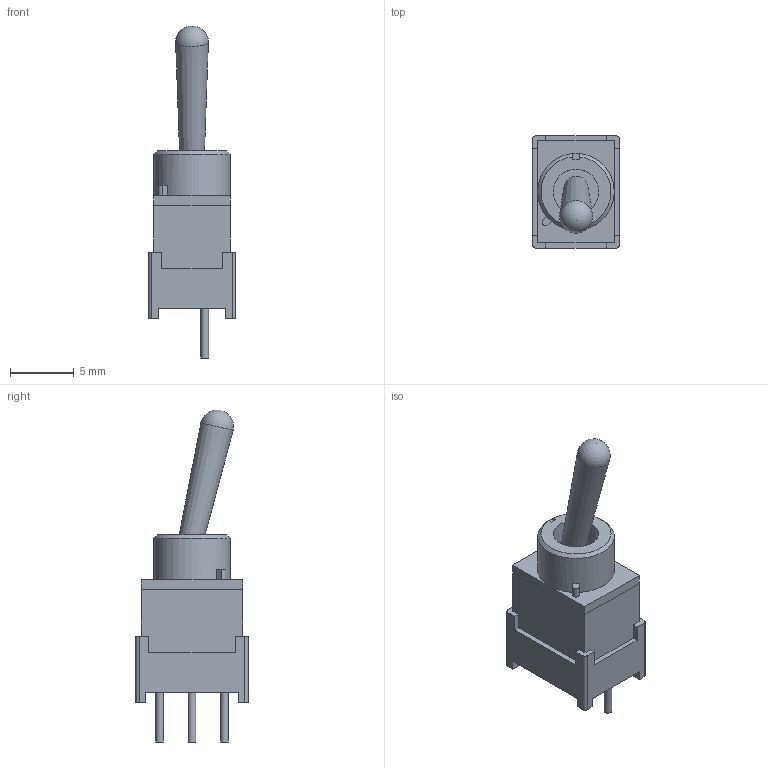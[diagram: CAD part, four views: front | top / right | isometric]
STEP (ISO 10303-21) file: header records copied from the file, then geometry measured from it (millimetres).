
FILE_DESCRIPTION(('FreeCAD Model'),'2;1');
FILE_NAME('_B12APbody_sp.step','2020-08-11T10:55:14', ('kicad StepUp'),('ksu MCAD'),'Open CASCADE STEP processor 7.3', 'FreeCAD','Unknown');
FILE_SCHEMA(('AUTOMOTIVE_DESIGN { 1 0 10303 214 1 1 1 1 }'));
Length unit declared in the file: millimetre
Products named in the file (1): _B12APbody_sp
Bounding box: 6.81 x 8.79 x 25.99 mm (x, y, z)
Volume: 574.2 mm3; surface area: 602.1 mm2
Topology: 2 solids, 2 shells, 77 faces, 195 edges, 124 vertices
Faces by surface type: plane 63, cylinder 10, cone 3, sphere 1
Full cylindrical faces by diameter (mm): 0.61 x3, 3.556 x1, 5.994 x1
Entity records: 5417 total; most frequent: CARTESIAN_POINT 907, DIRECTION 751, LINE 507, VECTOR 507, ORIENTED_EDGE 386, PCURVE 386, DEFINITIONAL_REPRESENTATION 386, EDGE_CURVE 193
